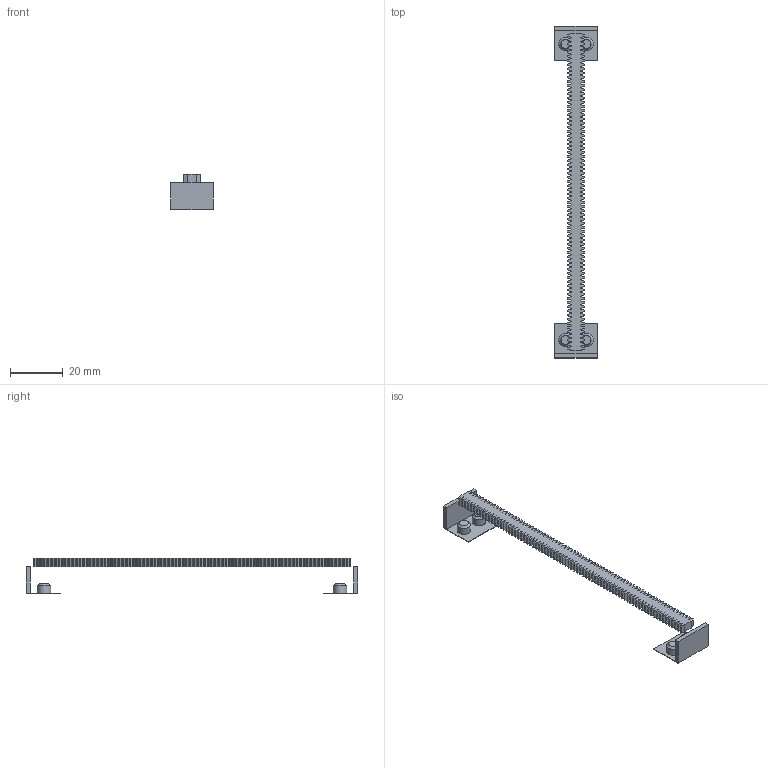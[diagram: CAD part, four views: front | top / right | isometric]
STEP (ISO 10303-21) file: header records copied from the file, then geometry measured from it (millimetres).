
FILE_DESCRIPTION(('Open CASCADE Model'),'2;1');
FILE_NAME('Open CASCADE Shape Model','2025-01-19T18:58:15',('Author'),( 'Open CASCADE'),'Open CASCADE STEP processor 7.7','Open CASCADE 7.7' ,'Unknown');
FILE_SCHEMA(('AUTOMOTIVE_DESIGN { 1 0 10303 214 1 1 1 1 }'));
Length unit declared in the file: millimetre
Products named in the file (5): Open CASCADE STEP translator 7.7 33; Open CASCADE STEP translator 7.7 33.1; Open CASCADE STEP translator 7.7 33.1.1; Open CASCADE STEP translator 7.7 33.1.2; Open CASCADE STEP translator 7.7 33.1.3
Assembly tree (4 placements, depth 3):
  Open CASCADE STEP translator 7.7 33
    Open CASCADE STEP translator 7.7 33.1
      Open CASCADE STEP translator 7.7 33.1.1
      Open CASCADE STEP translator 7.7 33.1.2
      Open CASCADE STEP translator 7.7 33.1.3
Bounding box: 16 x 125.6 x 13.4 mm (x, y, z)
Volume: 2850.4 mm3; surface area: 4965.4 mm2
Topology: 3 solids, 3 shells, 642 faces, 1892 edges, 1260 vertices
Faces by surface type: plane 634, cylinder 4, cone 4
Full cylindrical faces by diameter (mm): 5 x4
Entity records: 45610 total; most frequent: CARTESIAN_POINT 7583, DIRECTION 6982, LINE 5656, VECTOR 5656, ORIENTED_EDGE 3784, PCURVE 3784, DEFINITIONAL_REPRESENTATION 3784, EDGE_CURVE 1892
